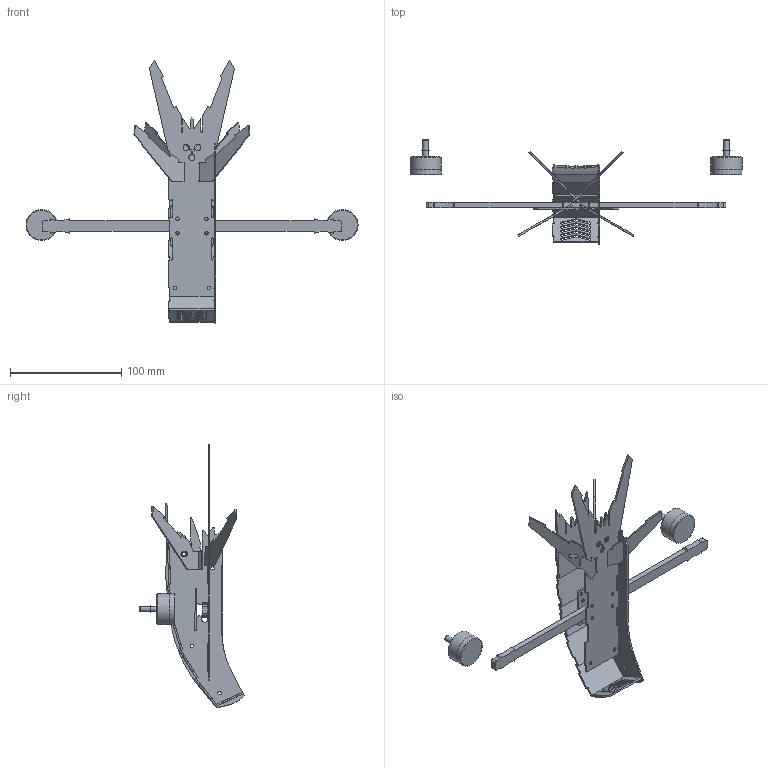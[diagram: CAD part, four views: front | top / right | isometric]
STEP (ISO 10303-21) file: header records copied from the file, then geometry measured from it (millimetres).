
FILE_DESCRIPTION(/* description */ (''),/* implementation_level */ '2;1');
FILE_NAME(/* name */ 'Bicopter v3 Test2 v24.step',/* time_stamp */ '2019-12-22T13:18:28+01:00',/* author */ (''),/* organization */ (''),/* preprocessor_version */ 'ST-DEVELOPER v18',/* originating_system */ 'Autodesk Translation Framework v8.6.0.1094',/* authorisation */ '');
FILE_SCHEMA (('AUTOMOTIVE_DESIGN { 1 0 10303 214 3 1 1 }'));
Length unit declared in the file: millimetre
Products named in the file (6): Bicopter v3 Test2; Propellers; Motors; Bicopter V2; arm v1; map (1)
Assembly tree (5 placements, depth 3):
  Bicopter v3 Test2
    Propellers
    Motors
    Bicopter V2
    arm v1
      map (1)
Bounding box: 299 x 93.92 x 237.64 mm (x, y, z)
Volume: 143242.5 mm3; surface area: 152880.6 mm2
Topology: 18 solids, 18 shells, 584 faces, 1656 edges, 1112 vertices
Faces by surface type: plane 332, cylinder 210, bspline 32, cone 6, torus 4
Full cylindrical faces by diameter (mm): 3.1 x18, 5 x4, 27.9 x2, 28 x2
Entity records: 20659 total; most frequent: CARTESIAN_POINT 4896, ORIENTED_EDGE 3312, DIRECTION 3204, EDGE_CURVE 1656, LINE 1114, VECTOR 1114, VERTEX_POINT 1112, AXIS2_PLACEMENT_3D 1045
